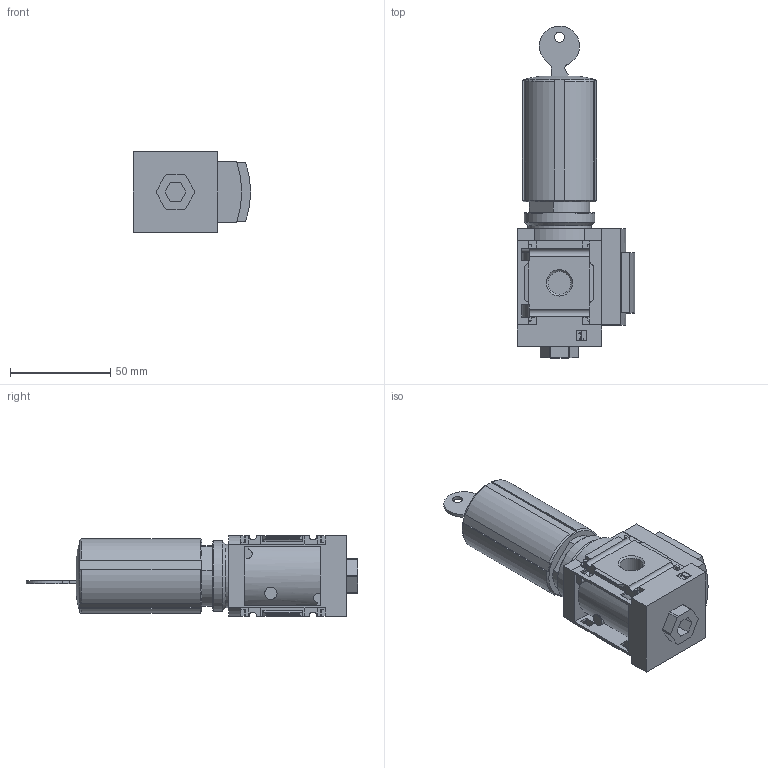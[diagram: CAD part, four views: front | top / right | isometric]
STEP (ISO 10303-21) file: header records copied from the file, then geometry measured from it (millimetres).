
FILE_DESCRIPTION(/* description */ ('STEP AP214'),/* implementation_level */ '2;1');
FILE_NAME(/* name */ '8190239_MS4-LR-1_4-D6-RG-E11',/* time_stamp */ '2024-09-09T18:49:09+02:00',/* author */ ('License CC BY-ND 4.0'),/* organization */ ('CADENAS'),/* preprocessor_version */ 'ST-DEVELOPER v19.3',/* originating_system */ 'PARTsolutions',/* authorisation */ ' ');
FILE_SCHEMA (('AUTOMOTIVE_DESIGN {1 0 10303 214 3 1 1}'));
Length unit declared in the file: millimetre
Products named in the file (3): 8190239 MS4-LR-1/4-D6-RG-E11; 527690 MS4-LR-1/4-D6-RG-E11-0D; 3343944 LRP-...-6
Assembly tree (2 placements, depth 2):
  8190239 MS4-LR-1/4-D6-RG-E11
    527690 MS4-LR-1/4-D6-RG-E11-0D
    3343944 LRP-...-6
Bounding box: 58.5 x 165.4 x 40.2 mm (x, y, z)
Volume: 182976.1 mm3; surface area: 30886.8 mm2
Topology: 2 solids, 2 shells, 285 faces, 796 edges, 525 vertices
Faces by surface type: plane 211, cylinder 57, cone 11, torus 6
Full cylindrical faces by diameter (mm): 5 x1, 6.1 x1, 11.445 x2, 28.376 x1, 31.6 x1, 35 x1
Entity records: 11024 total; most frequent: CARTESIAN_POINT 1716, ORIENTED_EDGE 1546, DIRECTION 1447, EDGE_CURVE 773, LINE 599, VECTOR 599, VERTEX_POINT 521, AXIS2_PLACEMENT_3D 424
